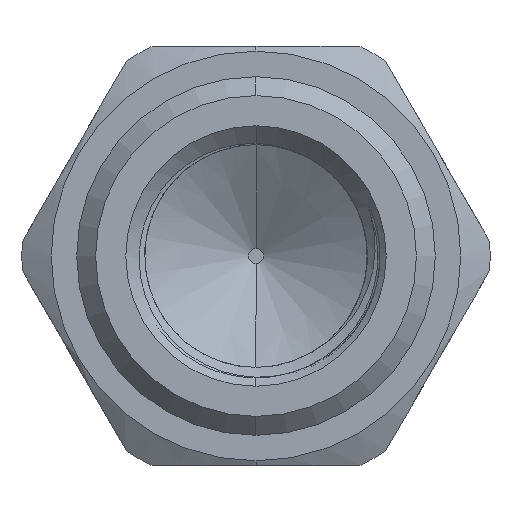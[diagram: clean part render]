
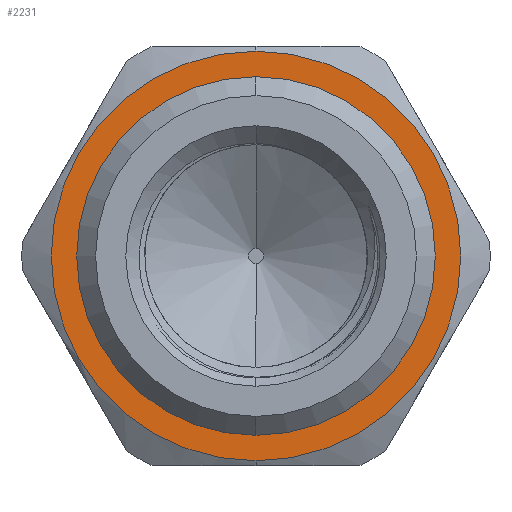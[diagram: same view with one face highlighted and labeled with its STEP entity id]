
A CAD part, left-side view. The second image highlights one B-rep face of the part: STEP entity #2231.
In plain terms, the highlighted planar face has unit normal (-1, 0, 0).
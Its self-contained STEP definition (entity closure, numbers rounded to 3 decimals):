
#127 = CARTESIAN_POINT ( 'NONE',  ( 12.658, 0.074, 9.5 ) ) ;
#170 = CARTESIAN_POINT ( 'NONE',  ( 12.658, 0.074, -10.85 ) ) ;
#214 = CARTESIAN_POINT ( 'NONE',  ( 12.658, 0.074, 10.85 ) ) ;
#1435 = VERTEX_POINT ( 'NONE', #214 ) ;
#1444 = VERTEX_POINT ( 'NONE', #170 ) ;
#1518 = VERTEX_POINT ( 'NONE', #127 ) ;
#1664 = ORIENTED_EDGE ( 'NONE', *, *, #8610, .T. ) ;
#1704 = ORIENTED_EDGE ( 'NONE', *, *, #8484, .T. ) ;
#2231 = ADVANCED_FACE ( 'NONE', ( #8308, #8268 ), #7033, .F. ) ;
#4523 = ORIENTED_EDGE ( 'NONE', *, *, #8424, .F. ) ;
#4603 = ORIENTED_EDGE ( 'NONE', *, *, #8624, .F. ) ;
#4868 = CARTESIAN_POINT ( 'NONE',  ( 12.658, 0.074, 0. ) ) ;
#4869 = DIRECTION ( 'NONE',  ( -1., 0., 0. ) ) ;
#4870 = DIRECTION ( 'NONE',  ( 0., 0., 1. ) ) ;
#5727 = CARTESIAN_POINT ( 'NONE',  ( 12.658, 0.074, 0. ) ) ;
#5728 = DIRECTION ( 'NONE',  ( -1., 0., 0. ) ) ;
#5729 = DIRECTION ( 'NONE',  ( 0., 0., 1. ) ) ;
#5788 = CARTESIAN_POINT ( 'NONE',  ( 12.658, 0.074, 0. ) ) ;
#5789 = DIRECTION ( 'NONE',  ( -1., 0., 0. ) ) ;
#5790 = DIRECTION ( 'NONE',  ( 0., 0., 1. ) ) ;
#6737 = AXIS2_PLACEMENT_3D ( 'NONE', #7038, #7035, #7030 ) ;
#7000 = CIRCLE ( 'NONE', #8714, 10.85 ) ;
#7030 = DIRECTION ( 'NONE',  ( 0., 0., -1. ) ) ;
#7033 = PLANE ( 'NONE',  #6737 ) ;
#7035 = DIRECTION ( 'NONE',  ( 1., 0., 0. ) ) ;
#7038 = CARTESIAN_POINT ( 'NONE',  ( 12.658, 9.574, 0. ) ) ;
#7040 = CIRCLE ( 'NONE', #8708, 9.5 ) ;
#7519 = EDGE_LOOP ( 'NONE', ( #1664, #1704 ) ) ;
#7529 = EDGE_LOOP ( 'NONE', ( #4603, #4523 ) ) ;
#7572 = VERTEX_POINT ( 'NONE', #9616 ) ;
#7650 = CIRCLE ( 'NONE', #8772, 9.5 ) ;
#7657 = CIRCLE ( 'NONE', #8751, 10.85 ) ;
#8268 = FACE_OUTER_BOUND ( 'NONE', #7519, .T. ) ;
#8308 = FACE_BOUND ( 'NONE', #7529, .T. ) ;
#8424 = EDGE_CURVE ( 'NONE', #7572, #1518, #7650, .T. ) ;
#8484 = EDGE_CURVE ( 'NONE', #1435, #1444, #7657, .T. ) ;
#8610 = EDGE_CURVE ( 'NONE', #1444, #1435, #7000, .T. ) ;
#8624 = EDGE_CURVE ( 'NONE', #1518, #7572, #7040, .T. ) ;
#8708 = AXIS2_PLACEMENT_3D ( 'NONE', #5788, #5789, #5790 ) ;
#8714 = AXIS2_PLACEMENT_3D ( 'NONE', #5727, #5728, #5729 ) ;
#8751 = AXIS2_PLACEMENT_3D ( 'NONE', #4868, #4869, #4870 ) ;
#8772 = AXIS2_PLACEMENT_3D ( 'NONE', #9648, #9649, #9650 ) ;
#9616 = CARTESIAN_POINT ( 'NONE',  ( 12.658, 0.074, -9.5 ) ) ;
#9648 = CARTESIAN_POINT ( 'NONE',  ( 12.658, 0.074, 0. ) ) ;
#9649 = DIRECTION ( 'NONE',  ( -1., 0., 0. ) ) ;
#9650 = DIRECTION ( 'NONE',  ( 0., 0., 1. ) ) ;
